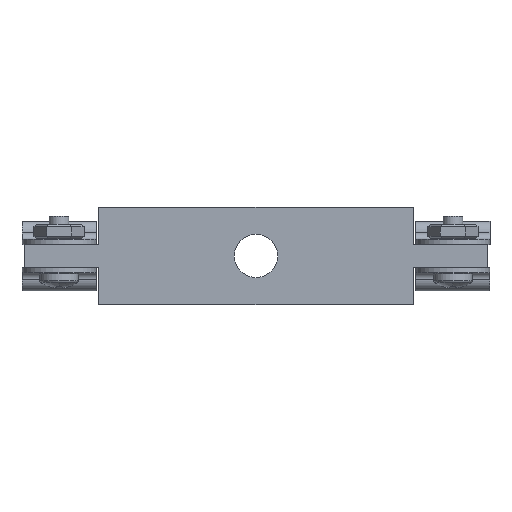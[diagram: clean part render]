
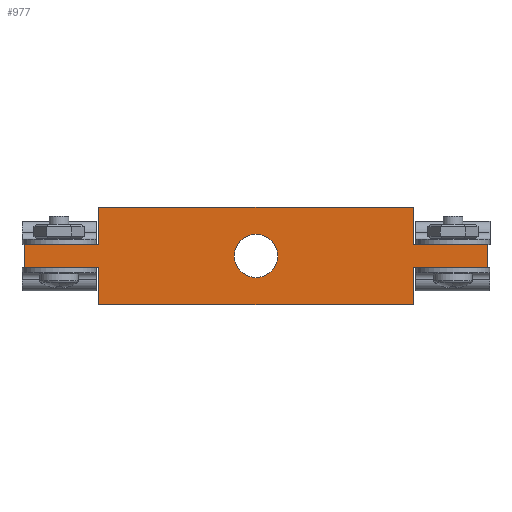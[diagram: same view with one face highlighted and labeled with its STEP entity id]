
A CAD part, top view. The second image highlights one B-rep face of the part: STEP entity #977.
In plain terms, the highlighted planar face has unit normal (0, 0, 1).
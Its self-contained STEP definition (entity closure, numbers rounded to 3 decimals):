
#66=DIRECTION('',(1.,0.,0.));
#67=VECTOR('',#66,8.128);
#68=CARTESIAN_POINT('',(-22.543,2.869,15.124));
#69=LINE('',#68,#67);
#70=DIRECTION('',(-1.,0.,0.));
#71=VECTOR('',#70,8.128);
#72=CARTESIAN_POINT('',(-14.415,5.409,15.124));
#73=LINE('',#72,#71);
#74=DIRECTION('',(0.,-1.,0.));
#75=VECTOR('',#74,4.064);
#76=CARTESIAN_POINT('',(-14.415,9.473,15.124));
#77=LINE('',#76,#75);
#78=DIRECTION('',(-1.,0.,0.));
#79=VECTOR('',#78,34.544);
#80=CARTESIAN_POINT('',(20.129,9.473,15.124));
#81=LINE('',#80,#79);
#82=DIRECTION('',(-1.,0.,0.));
#83=VECTOR('',#82,8.128);
#84=CARTESIAN_POINT('',(28.257,5.409,15.124));
#85=LINE('',#84,#83);
#86=DIRECTION('',(0.,1.,0.));
#87=VECTOR('',#86,2.54);
#88=CARTESIAN_POINT('',(28.257,2.869,15.124));
#89=LINE('',#88,#87);
#90=DIRECTION('',(1.,0.,0.));
#91=VECTOR('',#90,8.128);
#92=CARTESIAN_POINT('',(20.129,2.869,15.124));
#93=LINE('',#92,#91);
#94=DIRECTION('',(0.,1.,0.));
#95=VECTOR('',#94,4.064);
#96=CARTESIAN_POINT('',(20.129,-1.195,15.124));
#97=LINE('',#96,#95);
#98=CARTESIAN_POINT('',(2.857,4.139,15.124));
#99=DIRECTION('',(0.,0.,-1.));
#100=DIRECTION('',(-1.,0.,0.));
#101=AXIS2_PLACEMENT_3D('',#98,#99,#100);
#103=CARTESIAN_POINT('',(2.857,4.139,15.124));
#104=DIRECTION('',(0.,0.,-1.));
#105=DIRECTION('',(1.,0.,0.));
#106=AXIS2_PLACEMENT_3D('',#103,#104,#105);
#149=DIRECTION('',(0.,1.,0.));
#150=VECTOR('',#149,2.54);
#151=CARTESIAN_POINT('',(-22.543,2.869,15.124));
#152=LINE('',#151,#150);
#314=DIRECTION('',(-1.,0.,0.));
#315=VECTOR('',#314,34.544);
#316=CARTESIAN_POINT('',(20.129,-1.195,15.124));
#317=LINE('',#316,#315);
#367=DIRECTION('',(0.,1.,0.));
#368=VECTOR('',#367,4.064);
#369=CARTESIAN_POINT('',(-14.415,-1.195,15.124));
#370=LINE('',#369,#368);
#533=DIRECTION('',(0.,-1.,0.));
#534=VECTOR('',#533,4.064);
#535=CARTESIAN_POINT('',(20.129,9.473,15.124));
#536=LINE('',#535,#534);
#670=CARTESIAN_POINT('',(-22.543,2.869,15.124));
#671=CARTESIAN_POINT('',(-22.543,5.409,15.124));
#672=VERTEX_POINT('',#670);
#673=VERTEX_POINT('',#671);
#698=CARTESIAN_POINT('',(-14.415,5.409,15.124));
#699=VERTEX_POINT('',#698);
#700=CARTESIAN_POINT('',(20.129,5.409,15.124));
#702=VERTEX_POINT('',#700);
#704=CARTESIAN_POINT('',(28.257,2.869,15.124));
#706=VERTEX_POINT('',#704);
#718=CARTESIAN_POINT('',(28.257,5.409,15.124));
#720=VERTEX_POINT('',#718);
#721=CARTESIAN_POINT('',(-14.415,-1.195,15.124));
#722=CARTESIAN_POINT('',(-14.415,2.869,15.124));
#723=VERTEX_POINT('',#721);
#724=VERTEX_POINT('',#722);
#725=CARTESIAN_POINT('',(0.476,4.139,15.124));
#726=CARTESIAN_POINT('',(5.238,4.139,15.124));
#727=VERTEX_POINT('',#725);
#728=VERTEX_POINT('',#726);
#745=CARTESIAN_POINT('',(20.129,9.473,15.124));
#747=VERTEX_POINT('',#745);
#749=CARTESIAN_POINT('',(20.129,2.869,15.124));
#750=VERTEX_POINT('',#749);
#796=CARTESIAN_POINT('',(-14.415,9.473,15.124));
#797=VERTEX_POINT('',#796);
#851=CARTESIAN_POINT('',(20.129,-1.195,15.124));
#852=VERTEX_POINT('',#851);
#942=CARTESIAN_POINT('',(-22.543,9.473,15.124));
#943=DIRECTION('',(0.,0.,-1.));
#944=DIRECTION('',(-1.,0.,0.));
#945=AXIS2_PLACEMENT_3D('',#942,#943,#944);
#946=PLANE('',#945);
#948=ORIENTED_EDGE('',*,*,#947,.F.);
#950=ORIENTED_EDGE('',*,*,#949,.T.);
#952=ORIENTED_EDGE('',*,*,#951,.F.);
#954=ORIENTED_EDGE('',*,*,#953,.F.);
#956=ORIENTED_EDGE('',*,*,#955,.F.);
#958=ORIENTED_EDGE('',*,*,#957,.T.);
#960=ORIENTED_EDGE('',*,*,#959,.F.);
#962=ORIENTED_EDGE('',*,*,#961,.F.);
#964=ORIENTED_EDGE('',*,*,#963,.F.);
#966=ORIENTED_EDGE('',*,*,#965,.F.);
#968=ORIENTED_EDGE('',*,*,#967,.T.);
#970=ORIENTED_EDGE('',*,*,#969,.T.);
#971=EDGE_LOOP('',(#948,#950,#952,#954,#956,#958,#960,#962,#964,#966,#968,
#970));
#972=FACE_OUTER_BOUND('',#971,.F.);
#973=ORIENTED_EDGE('',*,*,#924,.F.);
#974=ORIENTED_EDGE('',*,*,#934,.F.);
#975=EDGE_LOOP('',(#973,#974));
#976=FACE_BOUND('',#975,.F.);
#977=ADVANCED_FACE('',(#972,#976),#946,.F.);
#102=CIRCLE('',#101,2.381);
#107=CIRCLE('',#106,2.381);
#924=EDGE_CURVE('',#727,#728,#102,.T.);
#934=EDGE_CURVE('',#728,#727,#107,.T.);
#947=EDGE_CURVE('',#672,#724,#69,.T.);
#949=EDGE_CURVE('',#672,#673,#152,.T.);
#951=EDGE_CURVE('',#699,#673,#73,.T.);
#953=EDGE_CURVE('',#797,#699,#77,.T.);
#955=EDGE_CURVE('',#747,#797,#81,.T.);
#957=EDGE_CURVE('',#747,#702,#536,.T.);
#959=EDGE_CURVE('',#720,#702,#85,.T.);
#961=EDGE_CURVE('',#706,#720,#89,.T.);
#963=EDGE_CURVE('',#750,#706,#93,.T.);
#965=EDGE_CURVE('',#852,#750,#97,.T.);
#967=EDGE_CURVE('',#852,#723,#317,.T.);
#969=EDGE_CURVE('',#723,#724,#370,.T.);
